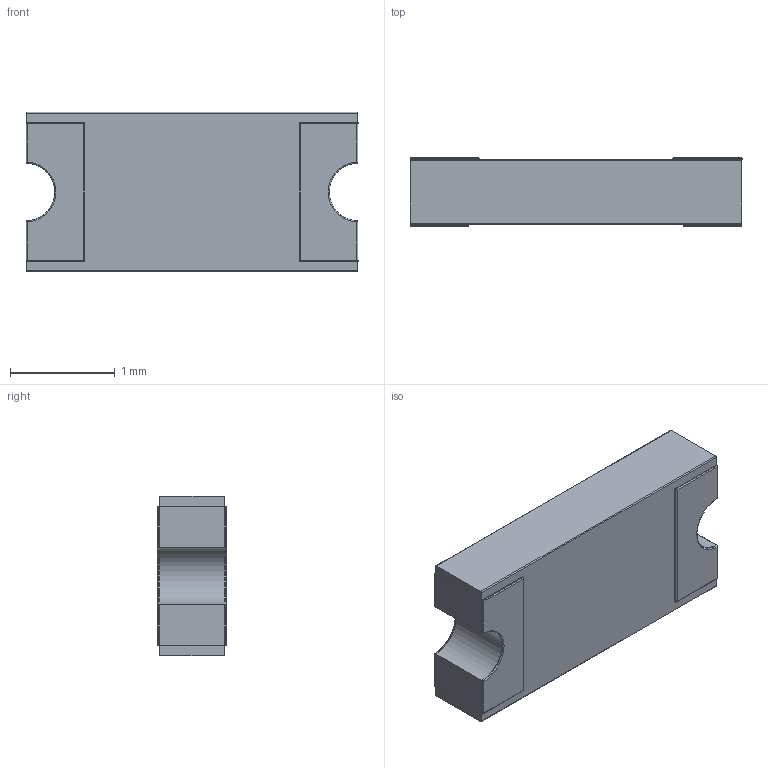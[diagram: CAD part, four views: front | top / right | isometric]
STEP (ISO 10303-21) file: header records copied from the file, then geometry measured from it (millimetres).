
FILE_DESCRIPTION(/* description */ (''),/* implementation_level */ '2;1');
FILE_NAME(/* name */ 'Littelfuse Inc 0466.stp',/* time_stamp */ '2019-11-11T06:12:39+02:00',/* author */ ('BMT'),/* organization */ (''),/* preprocessor_version */ 'ST-DEVELOPER v16.5',/* originating_system */ 'Autodesk Inventor 2017',/* authorisation */ '');
FILE_SCHEMA (('AUTOMOTIVE_DESIGN { 1 0 10303 214 3 1 1 }'));
Length unit declared in the file: millimetre
Products named in the file (3): Littelfuse Inc 0466.125NR; Littelfuse Inc 0466.125NR1; Littelfuse Inc 0466.125NR1_1
Assembly tree (2 placements, depth 2):
  Littelfuse Inc 0466.125NR
    Littelfuse Inc 0466.125NR1
    Littelfuse Inc 0466.125NR1_1
Bounding box: 3.17 x 0.66 x 1.52 mm (x, y, z)
Volume: 2.9 mm3; surface area: 23 mm2
Topology: 3 solids, 3 shells, 81 faces, 310 edges, 246 vertices
Faces by surface type: plane 49, cylinder 28, torus 4
Entity records: 3787 total; most frequent: CARTESIAN_POINT 1031, ORIENTED_EDGE 620, DIRECTION 459, EDGE_CURVE 310, VERTEX_POINT 246, LINE 199, VECTOR 199, AXIS2_PLACEMENT_3D 130
